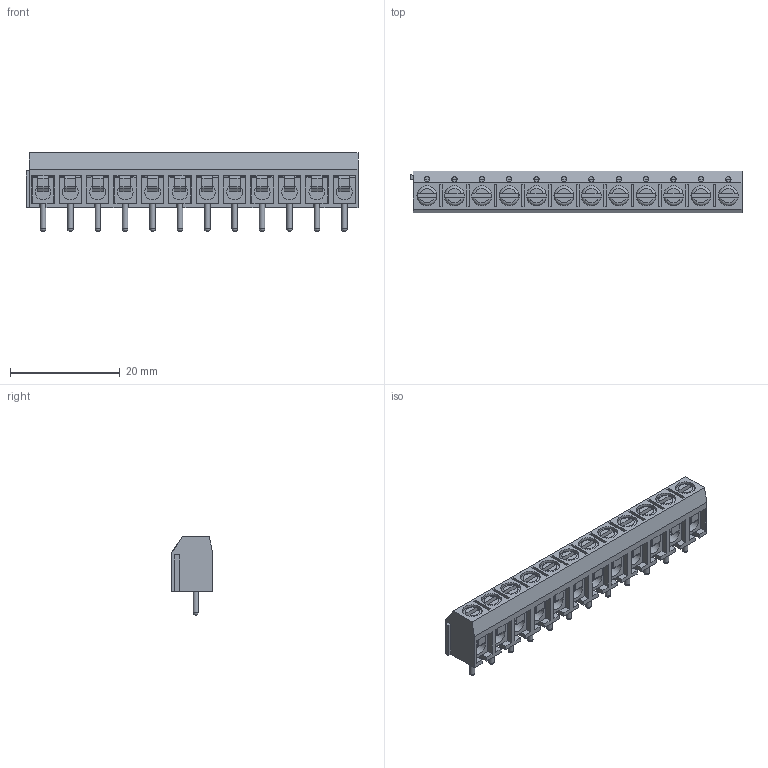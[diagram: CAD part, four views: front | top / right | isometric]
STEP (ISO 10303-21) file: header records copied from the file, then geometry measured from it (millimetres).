
FILE_DESCRIPTION(('STEP AP214'), '1');
FILE_NAME('DG301-5.0-03', '2017-07-15T10:52:56', ('Nobody'), (''), 'ASCON STEP Converter 1.3', 'ASCON Math Kernel', '');
FILE_SCHEMA(('AUTOMOTIVE_DESIGN { 1 0 10303 214 3 1 1}'));
Length unit declared in the file: millimetre
Assembly tree (36 placements, depth 2):
  (unnamed)
    (unnamed)  x12
    (unnamed)  x12
    (unnamed)  x12
Bounding box: 60.6 x 7.6 x 14.3 mm (x, y, z)
Volume: 2951.4 mm3; surface area: 8170.4 mm2
Topology: 37 solids, 37 shells, 1055 faces, 2478 edges, 1532 vertices
Faces by surface type: plane 779, cylinder 204, torus 48, cone 24
Full cylindrical faces by diameter (mm): 1 x24, 1.8 x12, 2 x12, 2.5 x12, 2.6 x12, 2.9 x12, 3 x12, 3.6 x12, 3.65 x12
Entity records: 13663 total; most frequent: CARTESIAN_POINT 1934, DIRECTION 1646, ORIENTED_EDGE 1628, EDGE_CURVE 814, LINE 680, VECTOR 680, VERTEX_POINT 564, AXIS2_PLACEMENT_3D 483
